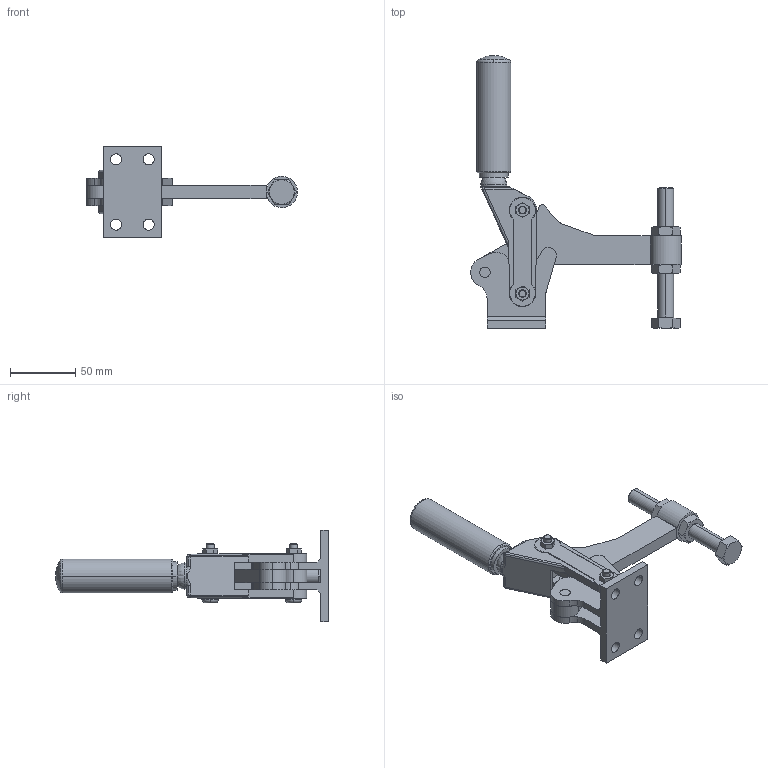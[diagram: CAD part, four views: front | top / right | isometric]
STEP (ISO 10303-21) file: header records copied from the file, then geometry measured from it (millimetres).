
FILE_DESCRIPTION((''),'2;1');
FILE_NAME('M19 SB-92.stp','2004-01-13T10:00:45',('Administrator'),(''),'Autodesk Inventor (R) 6.0','Autodesk Inventor (R) 6.0','');
FILE_SCHEMA(('AUTOMOTIVE_DESIGN { 1 0 10303 214 1 1 1 1 }'));
Length unit declared in the file: millimetre
Products named in the file (8): M19 SB-92; M19 SB-921; M19 SB-922; M19 SB-923; M19 SB-924; M19 SB-925; M19 SB-926; M19 SB-927
Assembly tree (7 placements, depth 2):
  M19 SB-92
    M19 SB-921
    M19 SB-922
    M19 SB-923
    M19 SB-924
    M19 SB-925
    M19 SB-926
    M19 SB-927
Bounding box: 161.59 x 209.19 x 70 mm (x, y, z)
Volume: 213974.4 mm3; surface area: 69446.7 mm2
Topology: 7 solids, 7 shells, 333 faces, 857 edges, 545 vertices
Faces by surface type: cylinder 133, plane 111, cone 40, bspline 23, torus 20, sphere 6
Entity records: 10975 total; most frequent: CARTESIAN_POINT 2687, DIRECTION 1780, ORIENTED_EDGE 1696, EDGE_CURVE 848, AXIS2_PLACEMENT_3D 712, VERTEX_POINT 543, CIRCLE 379, EDGE_LOOP 379
